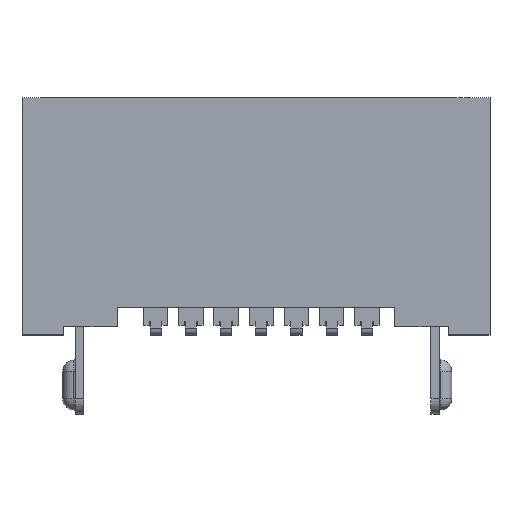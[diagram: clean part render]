
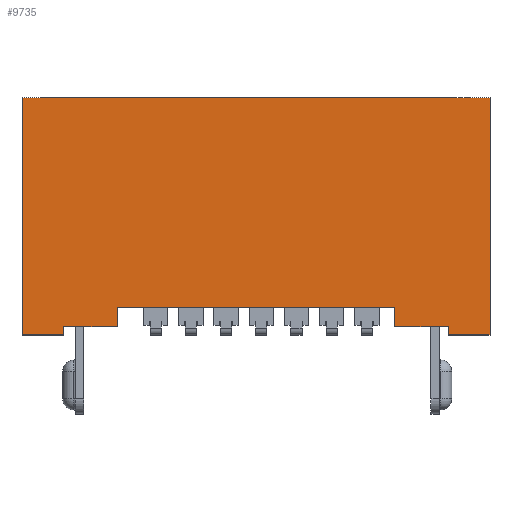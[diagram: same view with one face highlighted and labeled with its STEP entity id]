
A CAD part, top view. The second image highlights one B-rep face of the part: STEP entity #9735.
In plain terms, the highlighted planar face has unit normal (0, 0, 1).
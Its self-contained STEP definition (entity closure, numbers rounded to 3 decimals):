
#422 = CARTESIAN_POINT ( 'NONE',  ( -8.44, 0., 3.225 ) ) ;
#480 = EDGE_CURVE ( 'NONE', #5238, #1827, #4215, .T. ) ;
#520 = DIRECTION ( 'NONE',  ( 0., -1., 0. ) ) ;
#806 = CARTESIAN_POINT ( 'NONE',  ( 6.94, 0.3, 3.225 ) ) ;
#921 = FACE_OUTER_BOUND ( 'NONE', #7271, .T. ) ;
#927 = CARTESIAN_POINT ( 'NONE',  ( -5., 1., 3.225 ) ) ;
#1147 = DIRECTION ( 'NONE',  ( -1., 0., 0. ) ) ;
#1417 = CARTESIAN_POINT ( 'NONE',  ( -8.44, 0., 3.225 ) ) ;
#1474 = VERTEX_POINT ( 'NONE', #3009 ) ;
#1582 = VERTEX_POINT ( 'NONE', #927 ) ;
#1827 = VERTEX_POINT ( 'NONE', #2777 ) ;
#1989 = ORIENTED_EDGE ( 'NONE', *, *, #2912, .F. ) ;
#2053 = DIRECTION ( 'NONE',  ( -1., 0., 0. ) ) ;
#2251 = EDGE_CURVE ( 'NONE', #6412, #2732, #10974, .T. ) ;
#2431 = CARTESIAN_POINT ( 'NONE',  ( 8.44, 8.55, 3.225 ) ) ;
#2599 = VECTOR ( 'NONE', #12974, 1000. ) ;
#2732 = VERTEX_POINT ( 'NONE', #10232 ) ;
#2777 = CARTESIAN_POINT ( 'NONE',  ( -6.94, 0.3, 3.225 ) ) ;
#2873 = LINE ( 'NONE', #5029, #6039 ) ;
#2912 = EDGE_CURVE ( 'NONE', #1582, #5238, #6424, .T. ) ;
#3009 = CARTESIAN_POINT ( 'NONE',  ( 8.44, 0., 3.225 ) ) ;
#3072 = CARTESIAN_POINT ( 'NONE',  ( -8.44, 8.55, 3.225 ) ) ;
#3331 = DIRECTION ( 'NONE',  ( 0., -1., 0. ) ) ;
#3410 = ORIENTED_EDGE ( 'NONE', *, *, #2251, .T. ) ;
#3991 = ORIENTED_EDGE ( 'NONE', *, *, #7282, .F. ) ;
#4012 = CARTESIAN_POINT ( 'NONE',  ( -5., 0.3, 3.225 ) ) ;
#4215 = LINE ( 'NONE', #7698, #10178 ) ;
#4257 = VECTOR ( 'NONE', #8801, 1000. ) ;
#4279 = VECTOR ( 'NONE', #12063, 1000. ) ;
#4301 = ORIENTED_EDGE ( 'NONE', *, *, #5352, .T. ) ;
#4499 = ORIENTED_EDGE ( 'NONE', *, *, #10706, .F. ) ;
#4657 = DIRECTION ( 'NONE',  ( 1., 0., 0. ) ) ;
#4807 = VERTEX_POINT ( 'NONE', #9030 ) ;
#5029 = CARTESIAN_POINT ( 'NONE',  ( -6.94, 0., 3.225 ) ) ;
#5238 = VERTEX_POINT ( 'NONE', #4012 ) ;
#5352 = EDGE_CURVE ( 'NONE', #2732, #12455, #11276, .T. ) ;
#5584 = CARTESIAN_POINT ( 'NONE',  ( 8.44, 8.55, 3.225 ) ) ;
#5633 = CARTESIAN_POINT ( 'NONE',  ( -5., 0.3, 3.225 ) ) ;
#5635 = VECTOR ( 'NONE', #3331, 1000. ) ;
#5637 = LINE ( 'NONE', #1417, #8714 ) ;
#5790 = CARTESIAN_POINT ( 'NONE',  ( 6.94, 0.3, 3.225 ) ) ;
#6039 = VECTOR ( 'NONE', #520, 1000. ) ;
#6082 = VERTEX_POINT ( 'NONE', #5790 ) ;
#6334 = ORIENTED_EDGE ( 'NONE', *, *, #11641, .F. ) ;
#6412 = VERTEX_POINT ( 'NONE', #3072 ) ;
#6424 = LINE ( 'NONE', #5633, #4279 ) ;
#6789 = LINE ( 'NONE', #11150, #10637 ) ;
#6837 = ORIENTED_EDGE ( 'NONE', *, *, #7629, .F. ) ;
#6939 = ORIENTED_EDGE ( 'NONE', *, *, #480, .F. ) ;
#7197 = EDGE_CURVE ( 'NONE', #6082, #4807, #8455, .T. ) ;
#7271 = EDGE_LOOP ( 'NONE', ( #4301, #11280, #6939, #1989, #3991, #4499, #7322, #6837, #7507, #11451, #6334, #3410 ) ) ;
#7282 = EDGE_CURVE ( 'NONE', #8875, #1582, #11865, .T. ) ;
#7322 = ORIENTED_EDGE ( 'NONE', *, *, #7197, .F. ) ;
#7432 = DIRECTION ( 'NONE',  ( -1., 0., 0. ) ) ;
#7507 = ORIENTED_EDGE ( 'NONE', *, *, #8184, .T. ) ;
#7510 = CARTESIAN_POINT ( 'NONE',  ( 6.94, 0., 3.225 ) ) ;
#7629 = EDGE_CURVE ( 'NONE', #8479, #6082, #11799, .T. ) ;
#7698 = CARTESIAN_POINT ( 'NONE',  ( -6.94, 0.3, 3.225 ) ) ;
#8184 = EDGE_CURVE ( 'NONE', #8479, #1474, #5637, .T. ) ;
#8246 = VECTOR ( 'NONE', #10665, 1000. ) ;
#8455 = LINE ( 'NONE', #806, #10729 ) ;
#8479 = VERTEX_POINT ( 'NONE', #7510 ) ;
#8640 = DIRECTION ( 'NONE',  ( 0., 0., -1. ) ) ;
#8714 = VECTOR ( 'NONE', #10288, 1000. ) ;
#8727 = LINE ( 'NONE', #2431, #4257 ) ;
#8801 = DIRECTION ( 'NONE',  ( 0., -1., 0. ) ) ;
#8875 = VERTEX_POINT ( 'NONE', #12920 ) ;
#9030 = CARTESIAN_POINT ( 'NONE',  ( 5., 0.3, 3.225 ) ) ;
#9537 = CARTESIAN_POINT ( 'NONE',  ( 6.94, 0., 3.225 ) ) ;
#9631 = CARTESIAN_POINT ( 'NONE',  ( -8.44, 8.55, 3.225 ) ) ;
#9735 = ADVANCED_FACE ( 'NONE', ( #921 ), #10780, .F. ) ;
#9824 = VECTOR ( 'NONE', #1147, 1000. ) ;
#9892 = AXIS2_PLACEMENT_3D ( 'NONE', #13877, #8640, #14004 ) ;
#9977 = CARTESIAN_POINT ( 'NONE',  ( -6.94, 0., 3.225 ) ) ;
#10006 = VERTEX_POINT ( 'NONE', #5584 ) ;
#10178 = VECTOR ( 'NONE', #2053, 1000. ) ;
#10232 = CARTESIAN_POINT ( 'NONE',  ( -8.44, 0., 3.225 ) ) ;
#10288 = DIRECTION ( 'NONE',  ( 1., 0., 0. ) ) ;
#10379 = EDGE_CURVE ( 'NONE', #1827, #12455, #2873, .T. ) ;
#10637 = VECTOR ( 'NONE', #4657, 1000. ) ;
#10665 = DIRECTION ( 'NONE',  ( 0., 1., 0. ) ) ;
#10706 = EDGE_CURVE ( 'NONE', #4807, #8875, #12039, .T. ) ;
#10729 = VECTOR ( 'NONE', #7432, 1000. ) ;
#10780 = PLANE ( 'NONE',  #9892 ) ;
#10970 = CARTESIAN_POINT ( 'NONE',  ( 5., 0.3, 3.225 ) ) ;
#10974 = LINE ( 'NONE', #9631, #5635 ) ;
#11150 = CARTESIAN_POINT ( 'NONE',  ( -8.44, 8.55, 3.225 ) ) ;
#11276 = LINE ( 'NONE', #422, #12793 ) ;
#11280 = ORIENTED_EDGE ( 'NONE', *, *, #10379, .F. ) ;
#11451 = ORIENTED_EDGE ( 'NONE', *, *, #12180, .F. ) ;
#11641 = EDGE_CURVE ( 'NONE', #6412, #10006, #6789, .T. ) ;
#11799 = LINE ( 'NONE', #9537, #8246 ) ;
#11865 = LINE ( 'NONE', #13223, #9824 ) ;
#12039 = LINE ( 'NONE', #10970, #2599 ) ;
#12063 = DIRECTION ( 'NONE',  ( 0., -1., 0. ) ) ;
#12180 = EDGE_CURVE ( 'NONE', #10006, #1474, #8727, .T. ) ;
#12455 = VERTEX_POINT ( 'NONE', #9977 ) ;
#12565 = DIRECTION ( 'NONE',  ( 1., 0., 0. ) ) ;
#12793 = VECTOR ( 'NONE', #12565, 1000. ) ;
#12920 = CARTESIAN_POINT ( 'NONE',  ( 5., 1., 3.225 ) ) ;
#12974 = DIRECTION ( 'NONE',  ( 0., 1., 0. ) ) ;
#13223 = CARTESIAN_POINT ( 'NONE',  ( -5., 1., 3.225 ) ) ;
#13877 = CARTESIAN_POINT ( 'NONE',  ( -8.44, 8.55, 3.225 ) ) ;
#14004 = DIRECTION ( 'NONE',  ( -1., 0., 0. ) ) ;
